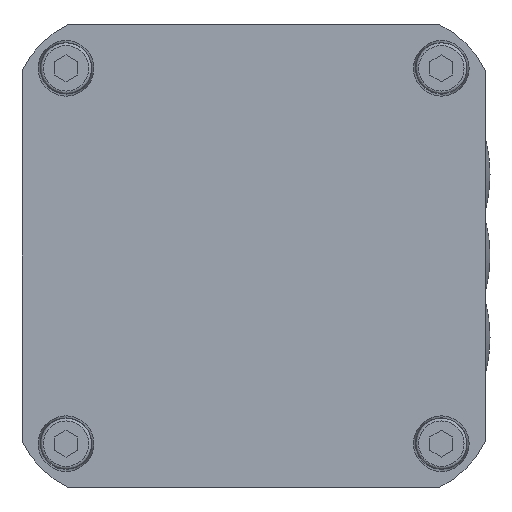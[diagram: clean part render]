
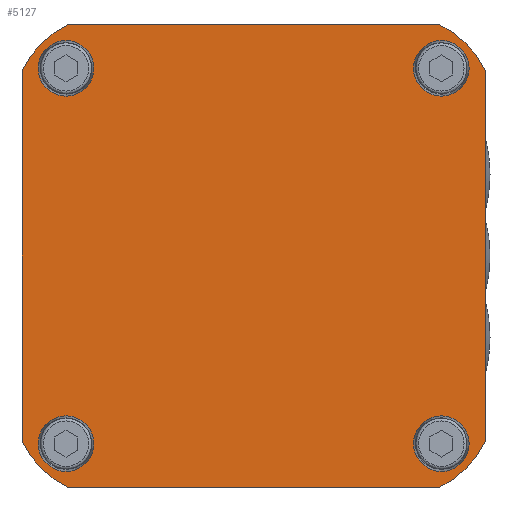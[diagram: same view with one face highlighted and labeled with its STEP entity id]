
A CAD part, front view. The second image highlights one B-rep face of the part: STEP entity #5127.
In plain terms, the highlighted planar face has unit normal (0, -1, 0).
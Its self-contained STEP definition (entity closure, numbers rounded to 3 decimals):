
#358=LINE('',#8149,#793);
#362=LINE('',#8161,#797);
#366=LINE('',#8173,#801);
#370=LINE('',#8186,#805);
#793=VECTOR('',#6495,1000.);
#797=VECTOR('',#6507,1000.);
#801=VECTOR('',#6519,1000.);
#805=VECTOR('',#6533,1000.);
#1505=ORIENTED_EDGE('',*,*,#2821,.F.);
#1506=ORIENTED_EDGE('',*,*,#2822,.F.);
#1507=ORIENTED_EDGE('',*,*,#2823,.F.);
#1508=ORIENTED_EDGE('',*,*,#2824,.F.);
#1509=ORIENTED_EDGE('',*,*,#2798,.F.);
#1510=ORIENTED_EDGE('',*,*,#2820,.F.);
#1511=ORIENTED_EDGE('',*,*,#2816,.F.);
#1512=ORIENTED_EDGE('',*,*,#2813,.F.);
#1513=ORIENTED_EDGE('',*,*,#2810,.F.);
#1514=ORIENTED_EDGE('',*,*,#2807,.F.);
#1515=ORIENTED_EDGE('',*,*,#2804,.F.);
#1516=ORIENTED_EDGE('',*,*,#2801,.F.);
#2798=EDGE_CURVE('',#3467,#3468,#3904,.T.);
#2801=EDGE_CURVE('',#3468,#3470,#358,.T.);
#2804=EDGE_CURVE('',#3470,#3472,#3906,.T.);
#2807=EDGE_CURVE('',#3472,#3474,#362,.T.);
#2810=EDGE_CURVE('',#3474,#3476,#3908,.T.);
#2813=EDGE_CURVE('',#3476,#3478,#366,.T.);
#2816=EDGE_CURVE('',#3478,#3480,#3910,.T.);
#2820=EDGE_CURVE('',#3480,#3467,#370,.T.);
#2821=EDGE_CURVE('',#3482,#3482,#3912,.T.);
#2822=EDGE_CURVE('',#3483,#3483,#3913,.T.);
#2823=EDGE_CURVE('',#3484,#3484,#3914,.T.);
#2824=EDGE_CURVE('',#3485,#3485,#3915,.T.);
#3467=VERTEX_POINT('',#8142);
#3468=VERTEX_POINT('',#8144);
#3470=VERTEX_POINT('',#8150);
#3472=VERTEX_POINT('',#8156);
#3474=VERTEX_POINT('',#8162);
#3476=VERTEX_POINT('',#8168);
#3478=VERTEX_POINT('',#8174);
#3480=VERTEX_POINT('',#8180);
#3482=VERTEX_POINT('',#8190);
#3483=VERTEX_POINT('',#8192);
#3484=VERTEX_POINT('',#8194);
#3485=VERTEX_POINT('',#8196);
#3904=CIRCLE('',#5566,10.5);
#3906=CIRCLE('',#5570,10.5);
#3908=CIRCLE('',#5574,10.5);
#3910=CIRCLE('',#5578,10.5);
#3912=CIRCLE('',#5583,3.);
#3913=CIRCLE('',#5584,3.);
#3914=CIRCLE('',#5585,3.);
#3915=CIRCLE('',#5586,3.);
#4137=EDGE_LOOP('',(#1505));
#4138=EDGE_LOOP('',(#1506));
#4139=EDGE_LOOP('',(#1507));
#4140=EDGE_LOOP('',(#1508));
#4141=EDGE_LOOP('',(#1509,#1510,#1511,#1512,#1513,#1514,#1515,#1516));
#4564=FACE_BOUND('',#4137,.T.);
#4565=FACE_BOUND('',#4138,.T.);
#4566=FACE_BOUND('',#4139,.T.);
#4567=FACE_BOUND('',#4140,.T.);
#4568=FACE_BOUND('',#4141,.T.);
#4914=PLANE('',#5582);
#5127=ADVANCED_FACE('',(#4564,#4565,#4566,#4567,#4568),#4914,.F.);
#5566=AXIS2_PLACEMENT_3D('',#8143,#6489,#6490);
#5570=AXIS2_PLACEMENT_3D('',#8155,#6501,#6502);
#5574=AXIS2_PLACEMENT_3D('',#8167,#6513,#6514);
#5578=AXIS2_PLACEMENT_3D('',#8179,#6525,#6526);
#5582=AXIS2_PLACEMENT_3D('',#8188,#6536,#6537);
#5583=AXIS2_PLACEMENT_3D('',#8189,#6538,#6539);
#5584=AXIS2_PLACEMENT_3D('',#8191,#6540,#6541);
#5585=AXIS2_PLACEMENT_3D('',#8193,#6542,#6543);
#5586=AXIS2_PLACEMENT_3D('',#8195,#6544,#6545);
#6489=DIRECTION('',(0.,1.,0.));
#6490=DIRECTION('',(1.,0.,0.));
#6495=DIRECTION('',(0.,0.,1.));
#6501=DIRECTION('',(0.,1.,0.));
#6502=DIRECTION('',(1.,0.,0.));
#6507=DIRECTION('',(1.,0.,0.));
#6513=DIRECTION('',(0.,1.,0.));
#6514=DIRECTION('',(1.,0.,0.));
#6519=DIRECTION('',(0.,0.,-1.));
#6525=DIRECTION('',(0.,1.,0.));
#6526=DIRECTION('',(1.,0.,0.));
#6533=DIRECTION('',(-1.,0.,0.));
#6536=DIRECTION('',(0.,1.,0.));
#6537=DIRECTION('',(0.,0.,1.));
#6538=DIRECTION('',(0.,-1.,0.));
#6539=DIRECTION('',(0.,0.,-1.));
#6540=DIRECTION('',(0.,-1.,0.));
#6541=DIRECTION('',(0.,0.,-1.));
#6542=DIRECTION('',(0.,-1.,0.));
#6543=DIRECTION('',(0.,0.,-1.));
#6544=DIRECTION('',(0.,-1.,0.));
#6545=DIRECTION('',(0.,0.,-1.));
#8142=CARTESIAN_POINT('',(-19.972,0.,-25.));
#8143=CARTESIAN_POINT('',(-15.5,0.,-15.5));
#8144=CARTESIAN_POINT('',(-25.,0.,-19.972));
#8149=CARTESIAN_POINT('',(-25.,0.,-19.972));
#8150=CARTESIAN_POINT('',(-25.,0.,19.972));
#8155=CARTESIAN_POINT('',(-15.5,0.,15.5));
#8156=CARTESIAN_POINT('',(-19.972,0.,25.));
#8161=CARTESIAN_POINT('',(-19.972,0.,25.));
#8162=CARTESIAN_POINT('',(19.972,0.,25.));
#8167=CARTESIAN_POINT('',(15.5,0.,15.5));
#8168=CARTESIAN_POINT('',(25.,0.,19.972));
#8173=CARTESIAN_POINT('',(25.,0.,19.972));
#8174=CARTESIAN_POINT('',(25.,0.,-19.972));
#8179=CARTESIAN_POINT('',(15.5,0.,-15.5));
#8180=CARTESIAN_POINT('',(19.972,0.,-25.));
#8186=CARTESIAN_POINT('',(19.972,0.,-25.));
#8188=CARTESIAN_POINT('',(-24.3,0.,-19.813));
#8189=CARTESIAN_POINT('',(20.25,0.,20.25));
#8190=CARTESIAN_POINT('',(20.25,0.,17.25));
#8191=CARTESIAN_POINT('',(20.25,0.,-20.25));
#8192=CARTESIAN_POINT('',(20.25,0.,-23.25));
#8193=CARTESIAN_POINT('',(-20.25,0.,20.25));
#8194=CARTESIAN_POINT('',(-20.25,0.,17.25));
#8195=CARTESIAN_POINT('',(-20.25,0.,-20.25));
#8196=CARTESIAN_POINT('',(-20.25,0.,-23.25));
